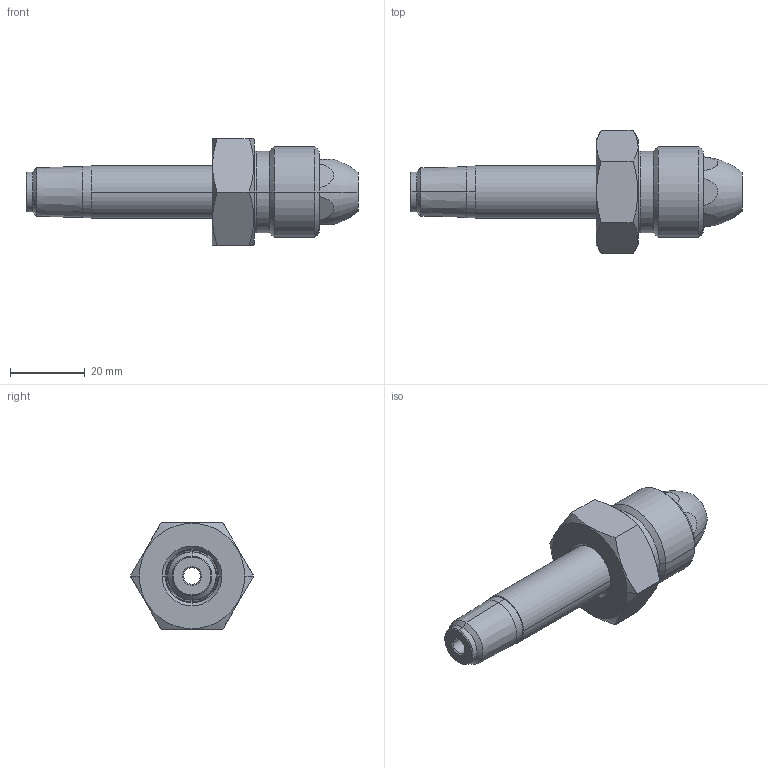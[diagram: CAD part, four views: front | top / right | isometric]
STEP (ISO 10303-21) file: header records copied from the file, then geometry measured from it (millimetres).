
FILE_DESCRIPTION (( 'STEP AP214' ), '1' );
FILE_NAME ('INL-580SS-4M-56.STEP', '2016-08-16T18:45:39', ( 'Accounteks' ), ( '' ), 'SwSTEP 2.0', 'SolidWorks 2012', '' );
FILE_SCHEMA (( 'AUTOMOTIVE_DESIGN' ));
Length unit declared in the file: inch
Products named in the file (1): INL-580SS-4M-56
Bounding box: 88.9 x 33 x 28.57 mm (x, y, z)
Volume: 23662.6 mm3; surface area: 7556.8 mm2
Topology: 1 solids, 1 shells, 57 faces, 128 edges, 78 vertices
Faces by surface type: cone 22, plane 19, cylinder 12, torus 4
Entity records: 2584 total; most frequent: CARTESIAN_POINT 574, DIRECTION 290, ORIENTED_EDGE 256, EDGE_CURVE 128, AXIS2_PLACEMENT_3D 122, VERTEX_POINT 78, CIRCLE 64, EDGE_LOOP 64
